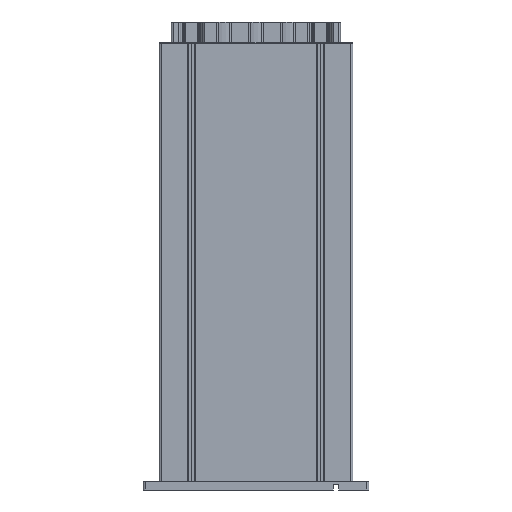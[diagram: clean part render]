
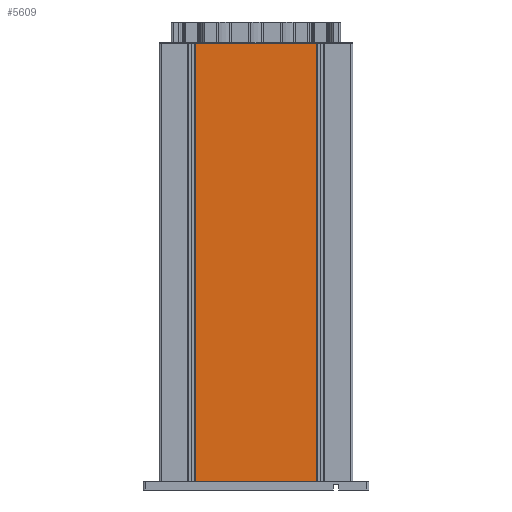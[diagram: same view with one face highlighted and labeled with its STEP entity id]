
A CAD part, front view. The second image highlights one B-rep face of the part: STEP entity #5609.
In plain terms, the highlighted planar face has unit normal (0, -1, 0).
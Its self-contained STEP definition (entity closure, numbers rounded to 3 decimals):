
#327 = VECTOR ( 'NONE', #21503, 1000. ) ;
#1466 = VECTOR ( 'NONE', #13720, 1000. ) ;
#1586 = LINE ( 'NONE', #10466, #6763 ) ;
#2056 = CARTESIAN_POINT ( 'NONE',  ( -75.4, -30., 543. ) ) ;
#2699 = ORIENTED_EDGE ( 'NONE', *, *, #17831, .T. ) ;
#2864 = EDGE_CURVE ( 'NONE', #15068, #25292, #11833, .T. ) ;
#5451 = VECTOR ( 'NONE', #14465, 1000. ) ;
#5609 = ADVANCED_FACE ( 'NONE', ( #5824 ), #6875, .F. ) ;
#5824 = FACE_OUTER_BOUND ( 'NONE', #24488, .T. ) ;
#6097 = LINE ( 'NONE', #20746, #5451 ) ;
#6189 = DIRECTION ( 'NONE',  ( 1., 0., 0. ) ) ;
#6358 = ORIENTED_EDGE ( 'NONE', *, *, #2864, .T. ) ;
#6763 = VECTOR ( 'NONE', #6189, 1000. ) ;
#6875 = PLANE ( 'NONE',  #25615 ) ;
#8465 = VERTEX_POINT ( 'NONE', #2056 ) ;
#8622 = CARTESIAN_POINT ( 'NONE',  ( -75.4, -30., 0. ) ) ;
#8707 = DIRECTION ( 'NONE',  ( 0., 0., 1. ) ) ;
#8880 = VERTEX_POINT ( 'NONE', #8622 ) ;
#10466 = CARTESIAN_POINT ( 'NONE',  ( 0., -30., 543. ) ) ;
#10690 = LINE ( 'NONE', #13045, #327 ) ;
#11679 = CARTESIAN_POINT ( 'NONE',  ( 75.4, -30., 543. ) ) ;
#11833 = LINE ( 'NONE', #11679, #1466 ) ;
#13045 = CARTESIAN_POINT ( 'NONE',  ( -75.4, -30., 543. ) ) ;
#13720 = DIRECTION ( 'NONE',  ( 0., 0., 1. ) ) ;
#14044 = CARTESIAN_POINT ( 'NONE',  ( 75.4, -30., 0. ) ) ;
#14465 = DIRECTION ( 'NONE',  ( 1., 0., 0. ) ) ;
#14590 = EDGE_CURVE ( 'NONE', #8465, #25292, #1586, .T. ) ;
#15068 = VERTEX_POINT ( 'NONE', #14044 ) ;
#17831 = EDGE_CURVE ( 'NONE', #8465, #8880, #10690, .T. ) ;
#18338 = EDGE_CURVE ( 'NONE', #8880, #15068, #6097, .T. ) ;
#18477 = CARTESIAN_POINT ( 'NONE',  ( 75.4, -30., 543. ) ) ;
#19644 = ORIENTED_EDGE ( 'NONE', *, *, #18338, .T. ) ;
#19874 = ORIENTED_EDGE ( 'NONE', *, *, #14590, .F. ) ;
#20746 = CARTESIAN_POINT ( 'NONE',  ( 0., -30., 0. ) ) ;
#21031 = CARTESIAN_POINT ( 'NONE',  ( 0., -30., 543. ) ) ;
#21503 = DIRECTION ( 'NONE',  ( 0., 0., -1. ) ) ;
#23294 = DIRECTION ( 'NONE',  ( 0., 1., 0. ) ) ;
#24488 = EDGE_LOOP ( 'NONE', ( #19644, #6358, #19874, #2699 ) ) ;
#25292 = VERTEX_POINT ( 'NONE', #18477 ) ;
#25615 = AXIS2_PLACEMENT_3D ( 'NONE', #21031, #23294, #8707 ) ;
